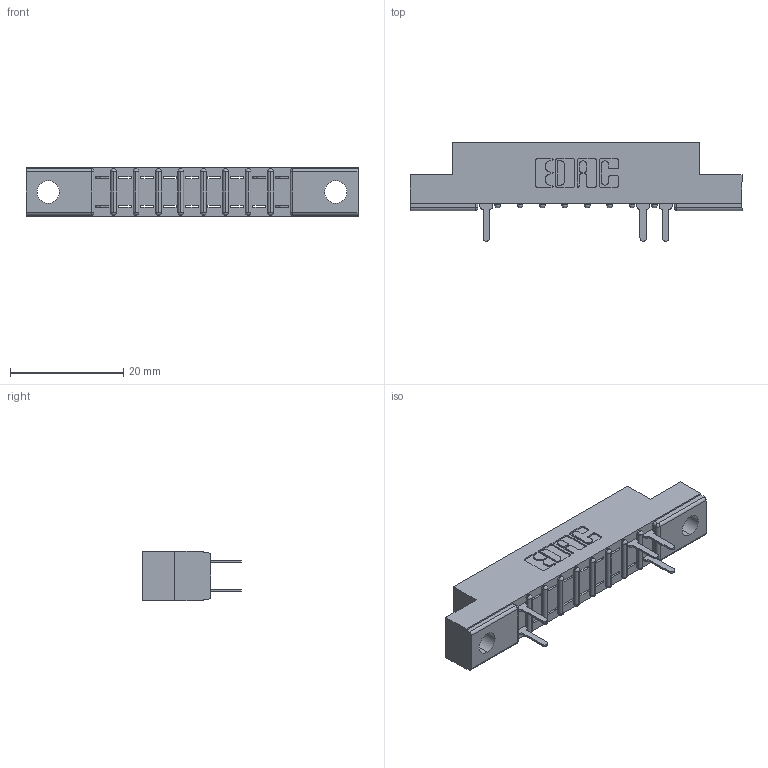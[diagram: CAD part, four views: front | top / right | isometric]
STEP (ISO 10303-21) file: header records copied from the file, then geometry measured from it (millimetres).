
FILE_DESCRIPTION (( 'STEP AP203' ), '1' );
FILE_NAME ('307-018-520-204.STEP', '2018-08-03T23:13:13', ( '' ), ( '' ), 'SwSTEP 2.0', 'SolidWorks 2016', '' );
FILE_SCHEMA (( 'CONFIG_CONTROL_DESIGN' ));
Length unit declared in the file: inch
Products named in the file (3): 307-018-520-204; 307 Part_.156 Dia Mounting Holes; 307-290-001_520
Assembly tree (6 placements, depth 2):
  307-018-520-204
    307 Part_.156 Dia Mounting Holes
    307-290-001_520  x5
Bounding box: 58.67 x 17.42 x 8.71 mm (x, y, z)
Volume: 3568.8 mm3; surface area: 4533.6 mm2
Topology: 6 solids, 6 shells, 502 faces, 1425 edges, 914 vertices
Faces by surface type: plane 317, cylinder 165, sphere 20
Entity records: 12042 total; most frequent: CARTESIAN_POINT 2038, ORIENTED_EDGE 2026, DIRECTION 1989, EDGE_CURVE 1013, LINE 771, VECTOR 771, VERTEX_POINT 658, AXIS2_PLACEMENT_3D 609
